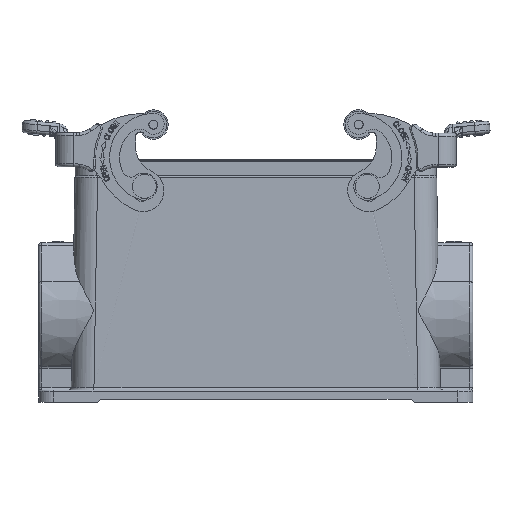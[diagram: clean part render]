
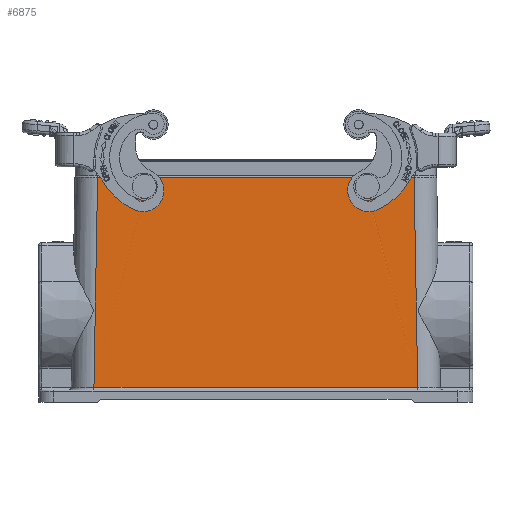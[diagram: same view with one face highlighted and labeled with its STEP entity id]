
A CAD part, front view. The second image highlights one B-rep face of the part: STEP entity #6875.
In plain terms, the highlighted planar face has unit normal (0, -1, 0.018).
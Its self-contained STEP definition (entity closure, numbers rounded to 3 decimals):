
#1096=LINE('',#39173,#3295);
#1207=LINE('',#39939,#3406);
#1208=LINE('',#39941,#3407);
#1209=LINE('',#39943,#3408);
#3295=VECTOR('',#31296,1.);
#3406=VECTOR('',#31727,1.);
#3407=VECTOR('',#31730,1.);
#3408=VECTOR('',#31731,1.);
#5409=ELLIPSE('',#28229,1.5,1.5);
#5411=ELLIPSE('',#28232,1.5,1.5);
#6342=FACE_BOUND('',#10836,.T.);
#6343=FACE_BOUND('',#10837,.T.);
#6344=FACE_BOUND('',#10838,.T.);
#6875=ADVANCED_FACE('',(#6342,#6343,#6344),#8427,.T.);
#8427=PLANE('',#28526);
#10836=EDGE_LOOP('',(#13297,#13298,#13299,#13300));
#10837=EDGE_LOOP('',(#13301));
#10838=EDGE_LOOP('',(#13302));
#13297=ORIENTED_EDGE('',*,*,#23515,.T.);
#13298=ORIENTED_EDGE('',*,*,#23516,.T.);
#13299=ORIENTED_EDGE('',*,*,#23305,.T.);
#13300=ORIENTED_EDGE('',*,*,#23514,.T.);
#13301=ORIENTED_EDGE('',*,*,#23123,.F.);
#13302=ORIENTED_EDGE('',*,*,#23121,.F.);
#20537=VERTEX_POINT('',#38457);
#20539=VERTEX_POINT('',#38462);
#20678=VERTEX_POINT('',#39174);
#20679=VERTEX_POINT('',#39175);
#20816=VERTEX_POINT('',#39938);
#20817=VERTEX_POINT('',#39942);
#23121=EDGE_CURVE('',#20537,#20537,#5409,.T.);
#23123=EDGE_CURVE('',#20539,#20539,#5411,.T.);
#23305=EDGE_CURVE('',#20678,#20679,#1096,.T.);
#23514=EDGE_CURVE('',#20679,#20816,#1207,.T.);
#23515=EDGE_CURVE('',#20816,#20817,#1208,.T.);
#23516=EDGE_CURVE('',#20817,#20678,#1209,.T.);
#28229=AXIS2_PLACEMENT_3D('',#38456,#30937,#30938);
#28232=AXIS2_PLACEMENT_3D('',#38461,#30943,#30944);
#28526=AXIS2_PLACEMENT_3D('',#39944,#31732,#31733);
#30937=DIRECTION('',(0.,-1.,0.017));
#30938=DIRECTION('',(0.,0.017,1.));
#30943=DIRECTION('',(0.,-1.,0.017));
#30944=DIRECTION('',(0.,0.017,1.));
#31296=DIRECTION('',(-0.017,0.017,1.));
#31727=DIRECTION('',(-1.,0.,0.));
#31730=DIRECTION('',(-0.017,-0.017,-1.));
#31731=DIRECTION('',(1.,0.,0.));
#31732=DIRECTION('',(0.,-1.,0.017));
#31733=DIRECTION('',(1.,0.,0.));
#38456=CARTESIAN_POINT('',(37.006,-21.561,33.));
#38457=CARTESIAN_POINT('',(37.006,-21.535,34.5));
#38461=CARTESIAN_POINT('',(-36.994,-21.561,33.));
#38462=CARTESIAN_POINT('',(-36.994,-21.535,34.5));
#39173=CARTESIAN_POINT('',(52.503,-21.495,36.77));
#39174=CARTESIAN_POINT('',(53.73,-22.722,-33.517));
#39175=CARTESIAN_POINT('',(52.516,-21.509,36.009));
#39938=CARTESIAN_POINT('',(-52.503,-21.509,36.009));
#39939=CARTESIAN_POINT('',(-53.985,-21.509,36.009));
#39941=CARTESIAN_POINT('',(-52.503,-21.509,36.009));
#39942=CARTESIAN_POINT('',(-53.717,-22.722,-33.517));
#39943=CARTESIAN_POINT('',(-53.717,-22.722,-33.517));
#39944=CARTESIAN_POINT('',(-63.055,-21.5,36.5));
